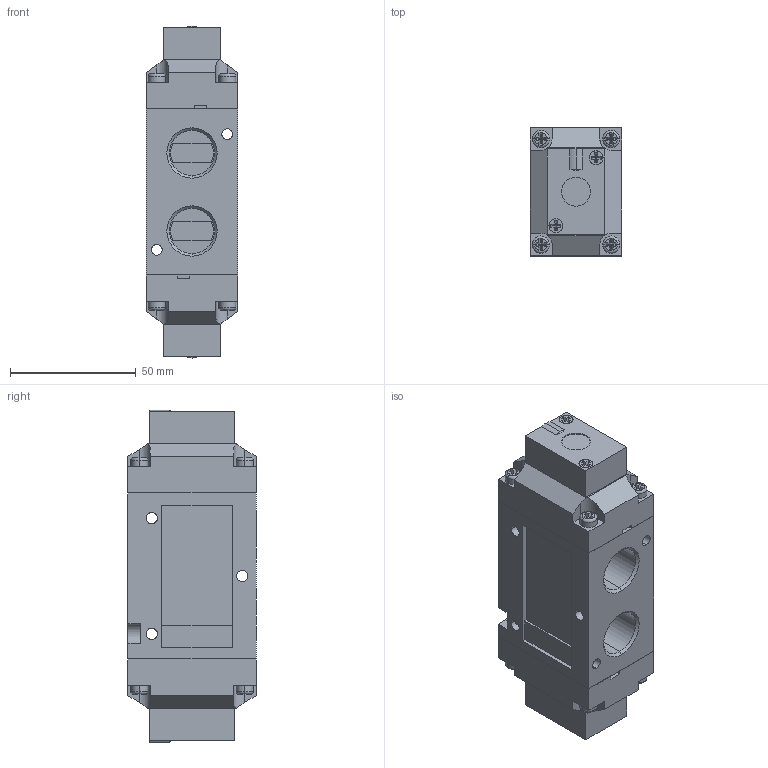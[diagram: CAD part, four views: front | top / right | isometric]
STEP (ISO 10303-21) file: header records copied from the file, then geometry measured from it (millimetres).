
FILE_DESCRIPTION (( 'STEP AP214' ), '1' );
FILE_NAME ('YPC-SFP6601.STEP', '2018-08-27T09:03:11', ( '' ), ( '' ), 'SwSTEP 2.0', 'SolidWorks 2018', '' );
FILE_SCHEMA (( 'AUTOMOTIVE_DESIGN' ));
Length unit declared in the file: millimetre
Products named in the file (1): YPC-SFP6601
Bounding box: 36.5 x 51 x 132 mm (x, y, z)
Volume: 181983.1 mm3; surface area: 42571 mm2
Topology: 5 solids, 5 shells, 416 faces, 1106 edges, 726 vertices
Faces by surface type: plane 304, cylinder 84, torus 18, cone 10
Entity records: 18604 total; most frequent: CARTESIAN_POINT 3681, ORIENTED_EDGE 2204, DIRECTION 2012, EDGE_CURVE 1102, VECTOR 738, LINE 738, VERTEX_POINT 726, AXIS2_PLACEMENT_3D 637
